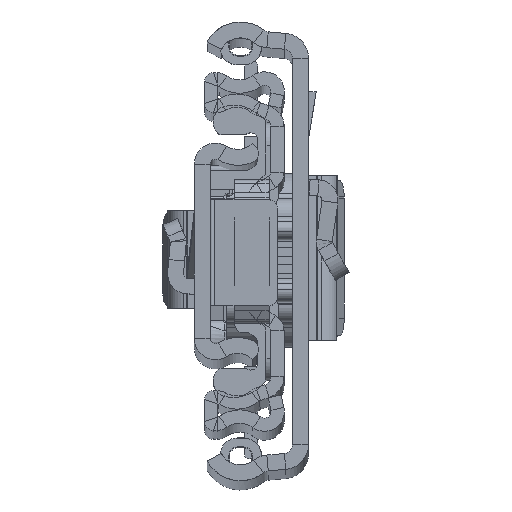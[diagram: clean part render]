
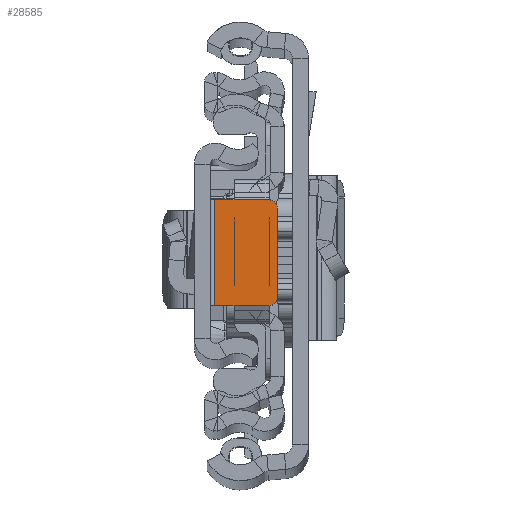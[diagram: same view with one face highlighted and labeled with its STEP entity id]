
A CAD part, top view. The second image highlights one B-rep face of the part: STEP entity #28585.
In plain terms, the highlighted planar face has unit normal (0, 0, 1).
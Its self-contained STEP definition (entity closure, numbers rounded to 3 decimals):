
#1900 = DIRECTION ( 'NONE',  ( 1., 0., 0. ) ) ;
#2345 = PLANE ( 'NONE',  #25091 ) ;
#2741 = EDGE_CURVE ( 'NONE', #26924, #24282, #12412, .T. ) ;
#3608 = CIRCLE ( 'NONE', #28843, 1. ) ;
#4375 = ORIENTED_EDGE ( 'NONE', *, *, #8101, .F. ) ;
#6142 = AXIS2_PLACEMENT_3D ( 'NONE', #10254, #12678, #7983 ) ;
#7744 = VECTOR ( 'NONE', #24522, 1000. ) ;
#7983 = DIRECTION ( 'NONE',  ( 1., 0., 0. ) ) ;
#8101 = EDGE_CURVE ( 'NONE', #24658, #26924, #27857, .T. ) ;
#8170 = CARTESIAN_POINT ( 'NONE',  ( -8.4, 6.151, -6.8 ) ) ;
#9359 = DIRECTION ( 'NONE',  ( 0., 0., 1. ) ) ;
#9931 = CARTESIAN_POINT ( 'NONE',  ( -9.4, 5.151, -6.8 ) ) ;
#10254 = CARTESIAN_POINT ( 'NONE',  ( -8.4, -4.849, -6.8 ) ) ;
#10534 = CIRCLE ( 'NONE', #6142, 1. ) ;
#10785 = VECTOR ( 'NONE', #18724, 1000. ) ;
#10870 = EDGE_CURVE ( 'NONE', #24658, #29581, #3608, .T. ) ;
#12100 = VERTEX_POINT ( 'NONE', #16477 ) ;
#12412 = LINE ( 'NONE', #18850, #18467 ) ;
#12550 = VECTOR ( 'NONE', #16002, 1000. ) ;
#12678 = DIRECTION ( 'NONE',  ( 0., 0., 1. ) ) ;
#13707 = CARTESIAN_POINT ( 'NONE',  ( -1.8, 6.151, -6.8 ) ) ;
#14088 = EDGE_LOOP ( 'NONE', ( #17302, #18414, #20777, #29983, #4375, #22104 ) ) ;
#15155 = EDGE_CURVE ( 'NONE', #18131, #29581, #21314, .T. ) ;
#15709 = DIRECTION ( 'NONE',  ( 1., 0., 0. ) ) ;
#16002 = DIRECTION ( 'NONE',  ( 1., 0., 0. ) ) ;
#16477 = CARTESIAN_POINT ( 'NONE',  ( -8.4, -5.849, -6.8 ) ) ;
#16708 = CARTESIAN_POINT ( 'NONE',  ( -2.3, 6.151, -6.8 ) ) ;
#17302 = ORIENTED_EDGE ( 'NONE', *, *, #15155, .F. ) ;
#17617 = CARTESIAN_POINT ( 'NONE',  ( -2.3, -5.849, -6.8 ) ) ;
#18131 = VERTEX_POINT ( 'NONE', #30059 ) ;
#18414 = ORIENTED_EDGE ( 'NONE', *, *, #28827, .T. ) ;
#18467 = VECTOR ( 'NONE', #21583, 1000. ) ;
#18724 = DIRECTION ( 'NONE',  ( 0., 1., 0. ) ) ;
#18850 = CARTESIAN_POINT ( 'NONE',  ( -2.3, 6.151, -6.8 ) ) ;
#19809 = LINE ( 'NONE', #29051, #7744 ) ;
#19852 = CARTESIAN_POINT ( 'NONE',  ( -8.4, 5.151, -6.8 ) ) ;
#20340 = CARTESIAN_POINT ( 'NONE',  ( 0., 0., -6.8 ) ) ;
#20777 = ORIENTED_EDGE ( 'NONE', *, *, #24120, .F. ) ;
#21010 = CARTESIAN_POINT ( 'NONE',  ( -9.4, 6.151, -6.8 ) ) ;
#21314 = LINE ( 'NONE', #21010, #10785 ) ;
#21583 = DIRECTION ( 'NONE',  ( 0., -1., 0. ) ) ;
#22104 = ORIENTED_EDGE ( 'NONE', *, *, #10870, .T. ) ;
#22569 = DIRECTION ( 'NONE',  ( 0., 0., 1. ) ) ;
#22761 = FACE_OUTER_BOUND ( 'NONE', #14088, .T. ) ;
#24120 = EDGE_CURVE ( 'NONE', #24282, #12100, #19809, .T. ) ;
#24282 = VERTEX_POINT ( 'NONE', #17617 ) ;
#24522 = DIRECTION ( 'NONE',  ( -1., 0., 0. ) ) ;
#24658 = VERTEX_POINT ( 'NONE', #8170 ) ;
#25091 = AXIS2_PLACEMENT_3D ( 'NONE', #20340, #9359, #1900 ) ;
#26924 = VERTEX_POINT ( 'NONE', #16708 ) ;
#27857 = LINE ( 'NONE', #13707, #12550 ) ;
#28585 = ADVANCED_FACE ( 'NONE', ( #22761 ), #2345, .T. ) ;
#28827 = EDGE_CURVE ( 'NONE', #18131, #12100, #10534, .T. ) ;
#28843 = AXIS2_PLACEMENT_3D ( 'NONE', #19852, #22569, #15709 ) ;
#29051 = CARTESIAN_POINT ( 'NONE',  ( -9.4, -5.849, -6.8 ) ) ;
#29581 = VERTEX_POINT ( 'NONE', #9931 ) ;
#29983 = ORIENTED_EDGE ( 'NONE', *, *, #2741, .F. ) ;
#30059 = CARTESIAN_POINT ( 'NONE',  ( -9.4, -4.849, -6.8 ) ) ;
